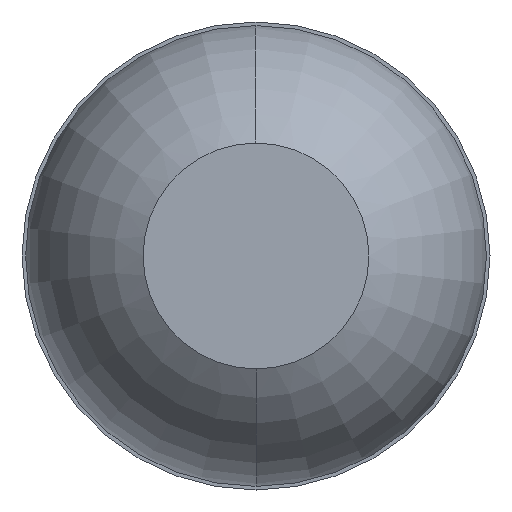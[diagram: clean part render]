
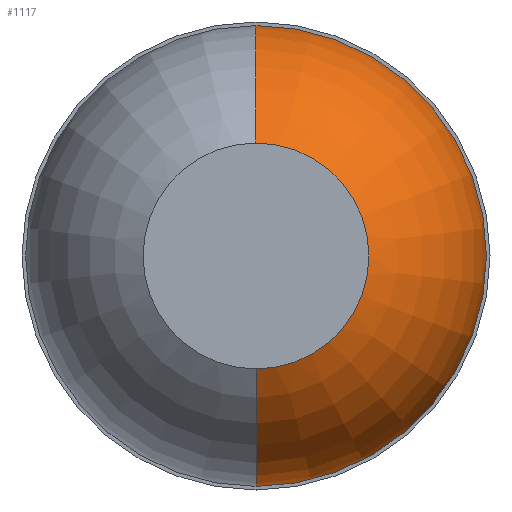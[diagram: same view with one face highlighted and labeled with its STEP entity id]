
A CAD part, front view. The second image highlights one B-rep face of the part: STEP entity #1117.
In plain terms, the highlighted toroidal (fillet/blend) face has major radius 0.01 mm and minor radius 0.5 mm.
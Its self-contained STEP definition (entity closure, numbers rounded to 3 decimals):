
#101 = CARTESIAN_POINT ( 'NONE',  ( 0., -26.961, 0.51 ) ) ;
#155 = DIRECTION ( 'NONE',  ( 0., 0., 1. ) ) ;
#232 = ORIENTED_EDGE ( 'NONE', *, *, #2729, .F. ) ;
#269 = DIRECTION ( 'NONE',  ( 0., 1., 0. ) ) ;
#354 = CIRCLE ( 'NONE', #616, 0.51 ) ;
#374 = CARTESIAN_POINT ( 'NONE',  ( 0., -26.961, -0.51 ) ) ;
#423 = CIRCLE ( 'NONE', #1163, 0.25 ) ;
#459 = DIRECTION ( 'NONE',  ( -1., 0., 0. ) ) ;
#613 = CIRCLE ( 'NONE', #3283, 0.5 ) ;
#616 = AXIS2_PLACEMENT_3D ( 'NONE', #1206, #269, #2784 ) ;
#657 = CIRCLE ( 'NONE', #3086, 0.5 ) ;
#812 = DIRECTION ( 'NONE',  ( 0., 0., 1. ) ) ;
#1020 = EDGE_CURVE ( 'NONE', #3083, #1840, #613, .T. ) ;
#1052 = DIRECTION ( 'NONE',  ( 0., -1., 0. ) ) ;
#1082 = EDGE_CURVE ( 'Defeature ausgef�hrt2_9+Defeature ausgef�hrt2_3+Defeature ausgef�hrt2_3+Defeature ausgef�hrt2_3', #3083, #1319, #423, .T. ) ;
#1117 = ADVANCED_FACE ( 'Defeature ausgef�hrt2_3', ( #3833 ), #3491, .T. ) ;
#1163 = AXIS2_PLACEMENT_3D ( 'NONE', #2958, #1052, #3275 ) ;
#1206 = CARTESIAN_POINT ( 'NONE',  ( 0., -26.961, 0. ) ) ;
#1319 = VERTEX_POINT ( 'NONE', #1521 ) ;
#1422 = CARTESIAN_POINT ( 'NONE',  ( 0., -26.961, 0. ) ) ;
#1521 = CARTESIAN_POINT ( 'NONE',  ( 0., -27.4, 0.25 ) ) ;
#1743 = CARTESIAN_POINT ( 'NONE',  ( 0., -26.961, 0.01 ) ) ;
#1791 = ORIENTED_EDGE ( 'NONE', *, *, #1020, .T. ) ;
#1840 = VERTEX_POINT ( 'NONE', #374 ) ;
#2006 = CARTESIAN_POINT ( 'NONE',  ( 0., -26.961, -0.01 ) ) ;
#2048 = AXIS2_PLACEMENT_3D ( 'NONE', #1422, #2704, #155 ) ;
#2199 = EDGE_CURVE ( 'Defeature ausgef�hrt2_2+Defeature ausgef�hrt2_3+Defeature ausgef�hrt2_3+Defeature ausgef�hrt2_3', #3836, #1840, #354, .T. ) ;
#2704 = DIRECTION ( 'NONE',  ( 0., 1., 0. ) ) ;
#2729 = EDGE_CURVE ( 'NONE', #1319, #3836, #657, .T. ) ;
#2784 = DIRECTION ( 'NONE',  ( 0., 0., 1. ) ) ;
#2801 = ORIENTED_EDGE ( 'NONE', *, *, #1082, .F. ) ;
#2873 = CARTESIAN_POINT ( 'NONE',  ( 0., -27.4, -0.25 ) ) ;
#2958 = CARTESIAN_POINT ( 'NONE',  ( 0., -27.4, 0. ) ) ;
#3073 = ORIENTED_EDGE ( 'NONE', *, *, #2199, .F. ) ;
#3083 = VERTEX_POINT ( 'NONE', #2873 ) ;
#3086 = AXIS2_PLACEMENT_3D ( 'NONE', #1743, #459, #812 ) ;
#3275 = DIRECTION ( 'NONE',  ( 0., 0., -1. ) ) ;
#3283 = AXIS2_PLACEMENT_3D ( 'NONE', #2006, #3613, #3864 ) ;
#3491 = TOROIDAL_SURFACE ( 'NONE', #2048, 0.01, 0.5 ) ;
#3563 = EDGE_LOOP ( 'NONE', ( #2801, #1791, #3073, #232 ) ) ;
#3613 = DIRECTION ( 'NONE',  ( 1., 0., 0. ) ) ;
#3833 = FACE_OUTER_BOUND ( 'NONE', #3563, .T. ) ;
#3836 = VERTEX_POINT ( 'NONE', #101 ) ;
#3864 = DIRECTION ( 'NONE',  ( 0., 0., -1. ) ) ;
